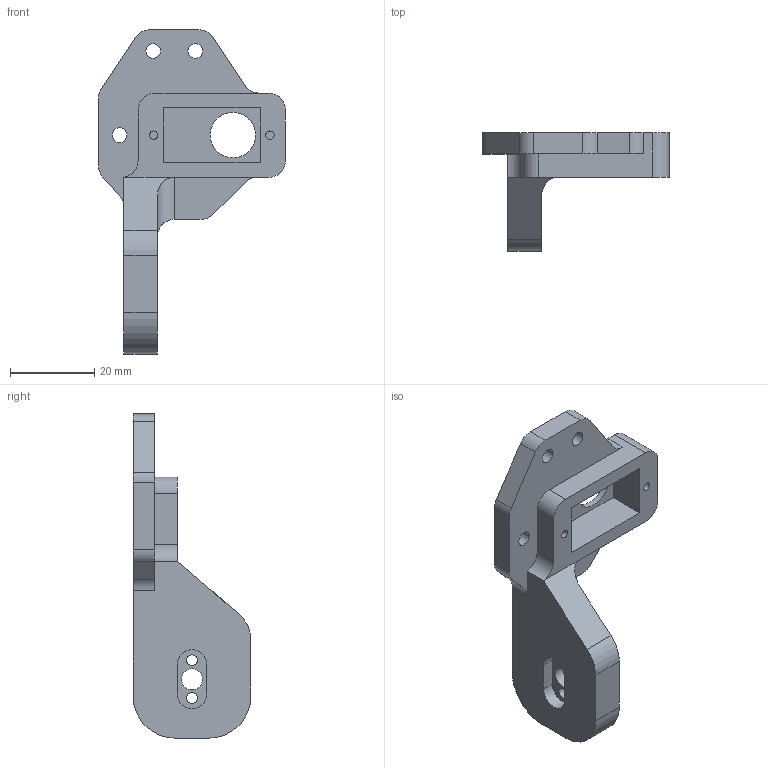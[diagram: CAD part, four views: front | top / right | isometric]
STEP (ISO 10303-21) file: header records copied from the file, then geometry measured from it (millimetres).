
FILE_DESCRIPTION(/* description */ (''),/* implementation_level */ '2;1');
FILE_NAME(/* name */ 'Gripper base.stp',/* time_stamp */ '2023-09-25T13:15:43+05:30',/* author */ ('hrush'),/* organization */ (''),/* preprocessor_version */ 'ST-DEVELOPER v19',/* originating_system */ 'Autodesk Inventor 2023',/* authorisation */ '');
FILE_SCHEMA (('AUTOMOTIVE_DESIGN { 1 0 10303 214 3 1 1 }'));
Length unit declared in the file: millimetre
Products named in the file (1): Gripper base
Bounding box: 44.4 x 28 x 77 mm (x, y, z)
Volume: 15721.4 mm3; surface area: 7859.5 mm2
Topology: 1 solids, 1 shells, 59 faces, 155 edges, 102 vertices
Faces by surface type: plane 30, cylinder 29
Full cylindrical faces by diameter (mm): 2 x2, 2.6 x2, 3.5 x3, 5 x1, 10.8 x1
Entity records: 1913 total; most frequent: DIRECTION 331, CARTESIAN_POINT 317, ORIENTED_EDGE 310, EDGE_CURVE 155, AXIS2_PLACEMENT_3D 116, VERTEX_POINT 102, LINE 99, VECTOR 99
